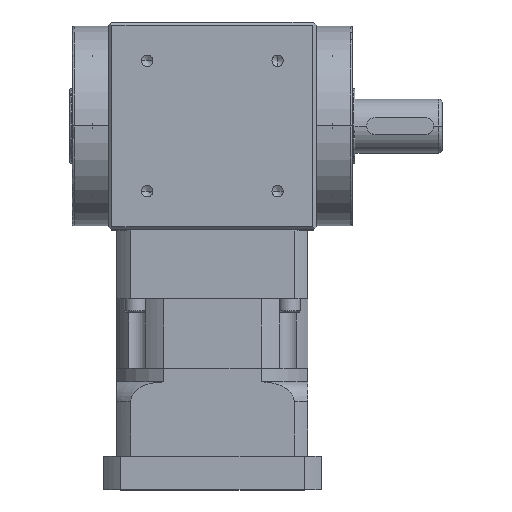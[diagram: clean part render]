
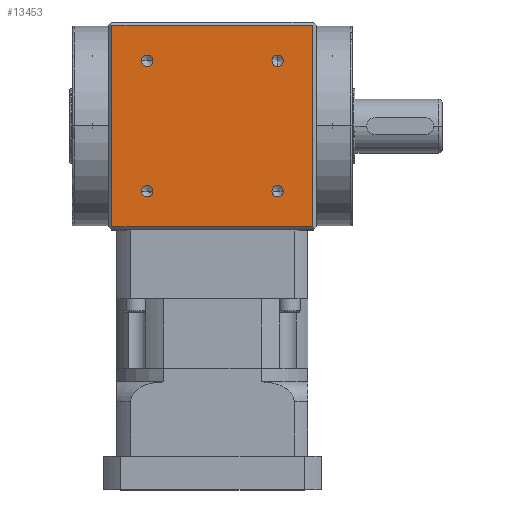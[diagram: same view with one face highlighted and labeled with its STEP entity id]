
A CAD part, top view. The second image highlights one B-rep face of the part: STEP entity #13453.
In plain terms, the highlighted planar face has unit normal (0, 0, 1).
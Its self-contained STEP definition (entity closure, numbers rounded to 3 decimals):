
#648 = DIRECTION ( 'NONE',  ( 0., -1., 0. ) ) ;
#753 = CARTESIAN_POINT ( 'NONE',  ( -38.891, 157.409, 62. ) ) ;
#911 = LINE ( 'NONE', #23548, #20155 ) ;
#985 = DIRECTION ( 'NONE',  ( 0., 1., 0. ) ) ;
#1173 = CARTESIAN_POINT ( 'NONE',  ( 38.891, 157.409, 62. ) ) ;
#1215 = EDGE_CURVE ( 'NONE', #1822, #5977, #9666, .T. ) ;
#1310 = EDGE_LOOP ( 'NONE', ( #26947, #10902 ) ) ;
#1786 = DIRECTION ( 'NONE',  ( 0., -1., 0. ) ) ;
#1822 = VERTEX_POINT ( 'NONE', #23711 ) ;
#2154 = EDGE_CURVE ( 'NONE', #29095, #3868, #9186, .T. ) ;
#2961 = ORIENTED_EDGE ( 'NONE', *, *, #1215, .F. ) ;
#3201 = ORIENTED_EDGE ( 'NONE', *, *, #5267, .F. ) ;
#3291 = DIRECTION ( 'NONE',  ( 0., -1., 0. ) ) ;
#3339 = ORIENTED_EDGE ( 'NONE', *, *, #28949, .F. ) ;
#3638 = EDGE_LOOP ( 'NONE', ( #4081, #13594 ) ) ;
#3710 = DIRECTION ( 'NONE',  ( 0., -1., 0. ) ) ;
#3868 = VERTEX_POINT ( 'NONE', #31455 ) ;
#4060 = VECTOR ( 'NONE', #30349, 1000. ) ;
#4081 = ORIENTED_EDGE ( 'NONE', *, *, #22504, .F. ) ;
#4478 = CIRCLE ( 'NONE', #32367, 3.4 ) ;
#4876 = EDGE_LOOP ( 'NONE', ( #3339, #14669, #2961, #7661 ) ) ;
#5198 = FACE_OUTER_BOUND ( 'NONE', #4876, .T. ) ;
#5267 = EDGE_CURVE ( 'NONE', #13190, #29544, #32096, .T. ) ;
#5977 = VERTEX_POINT ( 'NONE', #17217 ) ;
#6393 = CARTESIAN_POINT ( 'NONE',  ( 59.887, 256.3, 62. ) ) ;
#6945 = AXIS2_PLACEMENT_3D ( 'NONE', #11154, #28545, #13679 ) ;
#6984 = CIRCLE ( 'NONE', #25843, 3.4 ) ;
#7012 = DIRECTION ( 'NONE',  ( 0., 0., 1. ) ) ;
#7661 = ORIENTED_EDGE ( 'NONE', *, *, #11909, .F. ) ;
#7816 = DIRECTION ( 'NONE',  ( 0., 1., 0. ) ) ;
#7941 = CARTESIAN_POINT ( 'NONE',  ( -75., 256.3, 62. ) ) ;
#8023 = EDGE_CURVE ( 'NONE', #27673, #28413, #23412, .T. ) ;
#8093 = DIRECTION ( 'NONE',  ( 0., 0., 1. ) ) ;
#8629 = CARTESIAN_POINT ( 'NONE',  ( -38.891, 231.791, 62. ) ) ;
#9186 = CIRCLE ( 'NONE', #16990, 3.4 ) ;
#9666 = LINE ( 'NONE', #12877, #22107 ) ;
#10902 = ORIENTED_EDGE ( 'NONE', *, *, #8023, .F. ) ;
#11154 = CARTESIAN_POINT ( 'NONE',  ( 38.891, 235.191, 62. ) ) ;
#11804 = ORIENTED_EDGE ( 'NONE', *, *, #2154, .F. ) ;
#11889 = DIRECTION ( 'NONE',  ( 0., 0., 1. ) ) ;
#11909 = EDGE_CURVE ( 'NONE', #25283, #1822, #911, .T. ) ;
#11916 = FACE_BOUND ( 'NONE', #1310, .T. ) ;
#12704 = FACE_BOUND ( 'NONE', #3638, .T. ) ;
#12877 = CARTESIAN_POINT ( 'NONE',  ( -59.887, 0., 62. ) ) ;
#13190 = VERTEX_POINT ( 'NONE', #29541 ) ;
#13453 = ADVANCED_FACE ( 'NONE', ( #12704, #31704, #11916, #18513, #5198 ), #23353, .F. ) ;
#13578 = VECTOR ( 'NONE', #1786, 1000. ) ;
#13594 = ORIENTED_EDGE ( 'NONE', *, *, #27301, .F. ) ;
#13679 = DIRECTION ( 'NONE',  ( 0., -1., 0. ) ) ;
#14046 = DIRECTION ( 'NONE',  ( 0., 0., 1. ) ) ;
#14300 = VERTEX_POINT ( 'NONE', #6393 ) ;
#14303 = AXIS2_PLACEMENT_3D ( 'NONE', #23006, #8093, #25513 ) ;
#14669 = ORIENTED_EDGE ( 'NONE', *, *, #30110, .F. ) ;
#15770 = DIRECTION ( 'NONE',  ( 0., 0., 1. ) ) ;
#15838 = CIRCLE ( 'NONE', #14303, 3.4 ) ;
#16098 = DIRECTION ( 'NONE',  ( 0., 0., -1. ) ) ;
#16309 = ORIENTED_EDGE ( 'NONE', *, *, #23443, .F. ) ;
#16990 = AXIS2_PLACEMENT_3D ( 'NONE', #753, #18349, #3291 ) ;
#17217 = CARTESIAN_POINT ( 'NONE',  ( -59.887, 256.3, 62. ) ) ;
#18349 = DIRECTION ( 'NONE',  ( 0., 0., 1. ) ) ;
#18365 = CIRCLE ( 'NONE', #18738, 3.4 ) ;
#18513 = FACE_BOUND ( 'NONE', #21519, .T. ) ;
#18738 = AXIS2_PLACEMENT_3D ( 'NONE', #28893, #14046, #31372 ) ;
#18757 = DIRECTION ( 'NONE',  ( 0., 0., 1. ) ) ;
#18782 = CARTESIAN_POINT ( 'NONE',  ( 38.891, 154.009, 62. ) ) ;
#19297 = CIRCLE ( 'NONE', #6945, 3.4 ) ;
#20155 = VECTOR ( 'NONE', #30927, 1000. ) ;
#20513 = LINE ( 'NONE', #24356, #13578 ) ;
#21519 = EDGE_LOOP ( 'NONE', ( #11804, #16309 ) ) ;
#21946 = CARTESIAN_POINT ( 'NONE',  ( 38.891, 235.191, 62. ) ) ;
#22107 = VECTOR ( 'NONE', #7816, 1000. ) ;
#22504 = EDGE_CURVE ( 'NONE', #29903, #27181, #4478, .T. ) ;
#23006 = CARTESIAN_POINT ( 'NONE',  ( -38.891, 157.409, 62. ) ) ;
#23304 = AXIS2_PLACEMENT_3D ( 'NONE', #21946, #7012, #24450 ) ;
#23353 = PLANE ( 'NONE',  #24857 ) ;
#23412 = CIRCLE ( 'NONE', #26642, 3.4 ) ;
#23443 = EDGE_CURVE ( 'NONE', #3868, #29095, #15838, .T. ) ;
#23548 = CARTESIAN_POINT ( 'NONE',  ( -75., 136.3, 62. ) ) ;
#23583 = EDGE_CURVE ( 'NONE', #29544, #13190, #19297, .T. ) ;
#23711 = CARTESIAN_POINT ( 'NONE',  ( -59.887, 136.3, 62. ) ) ;
#24356 = CARTESIAN_POINT ( 'NONE',  ( 59.887, 0., 62. ) ) ;
#24450 = DIRECTION ( 'NONE',  ( 0., -1., 0. ) ) ;
#24816 = ORIENTED_EDGE ( 'NONE', *, *, #23583, .F. ) ;
#24857 = AXIS2_PLACEMENT_3D ( 'NONE', #30936, #16098, #985 ) ;
#24902 = CARTESIAN_POINT ( 'NONE',  ( -38.891, 154.009, 62. ) ) ;
#25283 = VERTEX_POINT ( 'NONE', #29308 ) ;
#25513 = DIRECTION ( 'NONE',  ( 0., -1., 0. ) ) ;
#25843 = AXIS2_PLACEMENT_3D ( 'NONE', #30609, #15770, #648 ) ;
#26642 = AXIS2_PLACEMENT_3D ( 'NONE', #1173, #18757, #3710 ) ;
#26743 = CARTESIAN_POINT ( 'NONE',  ( -38.891, 235.191, 62. ) ) ;
#26816 = EDGE_LOOP ( 'NONE', ( #3201, #24816 ) ) ;
#26930 = CARTESIAN_POINT ( 'NONE',  ( 38.891, 238.591, 62. ) ) ;
#26934 = EDGE_CURVE ( 'NONE', #28413, #27673, #18365, .T. ) ;
#26947 = ORIENTED_EDGE ( 'NONE', *, *, #26934, .F. ) ;
#27181 = VERTEX_POINT ( 'NONE', #27690 ) ;
#27301 = EDGE_CURVE ( 'NONE', #27181, #29903, #6984, .T. ) ;
#27673 = VERTEX_POINT ( 'NONE', #30881 ) ;
#27690 = CARTESIAN_POINT ( 'NONE',  ( -38.891, 238.591, 62. ) ) ;
#28413 = VERTEX_POINT ( 'NONE', #18782 ) ;
#28545 = DIRECTION ( 'NONE',  ( 0., 0., 1. ) ) ;
#28893 = CARTESIAN_POINT ( 'NONE',  ( 38.891, 157.409, 62. ) ) ;
#28949 = EDGE_CURVE ( 'NONE', #14300, #25283, #20513, .T. ) ;
#29095 = VERTEX_POINT ( 'NONE', #24902 ) ;
#29261 = DIRECTION ( 'NONE',  ( 0., -1., 0. ) ) ;
#29308 = CARTESIAN_POINT ( 'NONE',  ( 59.887, 136.3, 62. ) ) ;
#29541 = CARTESIAN_POINT ( 'NONE',  ( 38.891, 231.791, 62. ) ) ;
#29544 = VERTEX_POINT ( 'NONE', #26930 ) ;
#29903 = VERTEX_POINT ( 'NONE', #8629 ) ;
#30110 = EDGE_CURVE ( 'NONE', #5977, #14300, #30648, .T. ) ;
#30349 = DIRECTION ( 'NONE',  ( 1., 0., 0. ) ) ;
#30609 = CARTESIAN_POINT ( 'NONE',  ( -38.891, 235.191, 62. ) ) ;
#30648 = LINE ( 'NONE', #7941, #4060 ) ;
#30881 = CARTESIAN_POINT ( 'NONE',  ( 38.891, 160.809, 62. ) ) ;
#30927 = DIRECTION ( 'NONE',  ( -1., 0., 0. ) ) ;
#30936 = CARTESIAN_POINT ( 'NONE',  ( -75., 258.3, 62. ) ) ;
#31372 = DIRECTION ( 'NONE',  ( 0., -1., 0. ) ) ;
#31455 = CARTESIAN_POINT ( 'NONE',  ( -38.891, 160.809, 62. ) ) ;
#31704 = FACE_BOUND ( 'NONE', #26816, .T. ) ;
#32096 = CIRCLE ( 'NONE', #23304, 3.4 ) ;
#32367 = AXIS2_PLACEMENT_3D ( 'NONE', #26743, #11889, #29261 ) ;
